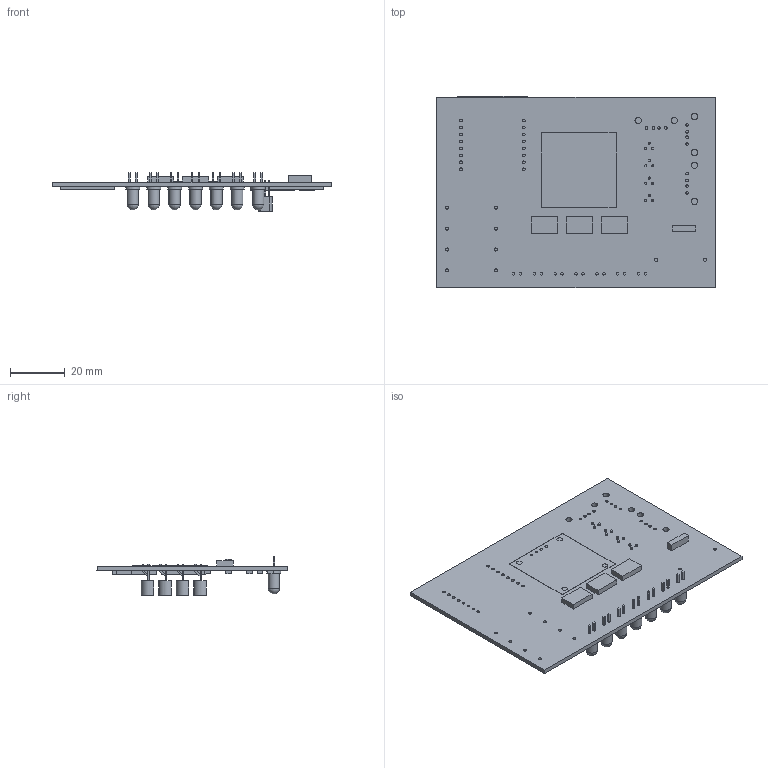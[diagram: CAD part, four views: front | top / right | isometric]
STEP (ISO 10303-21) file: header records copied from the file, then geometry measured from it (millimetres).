
FILE_DESCRIPTION(/* description */ (''),/* implementation_level */ '2;1');
FILE_NAME(/* name */ '0ebdb373-c0e5-4b77-bfe3-66e86640ac37.stp',/* time_stamp */ '2022-08-23T12:33:46Z',/* author */ (''),/* organization */ (''),/* preprocessor_version */ 'ST-DEVELOPER v19',/* originating_system */ 'Autodesk Translation Framework v11.7.0.108',/* authorisation */ '');
FILE_SCHEMA (('AUTOMOTIVE_DESIGN { 1 0 10303 214 3 1 1 }'));
Length unit declared in the file: millimetre
Products named in the file (11): 0ebdb373-c0e5-4b77-bfe3-66e86640ac37; PCB Component; Board; LED5MM; 220; B3F-10XX; F/QMX; 2N3904; OLED_0.96_I2C; WEMOS-D1-MINI; PN87520-S
Assembly tree (27 placements, depth 3):
  0ebdb373-c0e5-4b77-bfe3-66e86640ac37
    PCB Component
      Board
      LED5MM  x7
      220  x5
      B3F-10XX  x3
      F/QMX
      2N3904  x4
      OLED_0.96_I2C
      WEMOS-D1-MINI
      PN87520-S  x3
Bounding box: 101.58 x 69.85 x 14.08 mm (x, y, z)
Volume: 13415.6 mm3; surface area: 22087.4 mm2
Topology: 26 solids, 26 shells, 379 faces, 903 edges, 602 vertices
Faces by surface type: plane 262, cylinder 110, sphere 7
Full cylindrical faces by diameter (mm): 0.813 x26, 0.914 x2, 0.95 x12, 1 x4, 1.016 x28, 1.1 x10, 2 x4, 2.3 x6, 4.1 x7, 5.1 x7
Entity records: 6342 total; most frequent: DIRECTION 1058, CARTESIAN_POINT 954, ORIENTED_EDGE 892, EDGE_CURVE 446, AXIS2_PLACEMENT_3D 402, EDGE_LOOP 362, VERTEX_POINT 298, LINE 254
